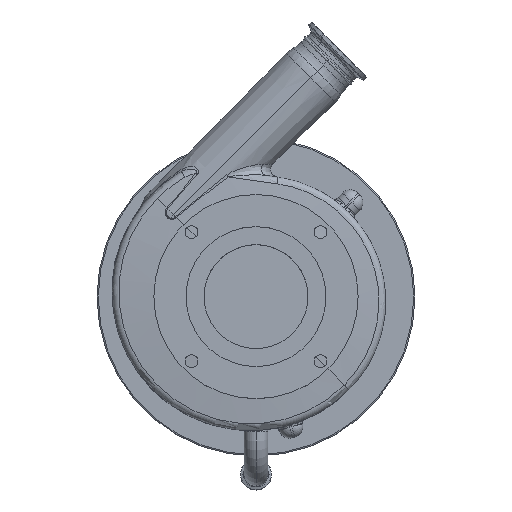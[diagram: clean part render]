
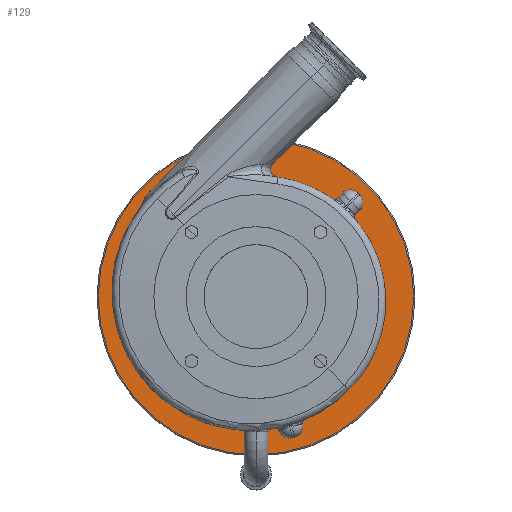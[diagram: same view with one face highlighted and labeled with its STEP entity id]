
A CAD part, top view. The second image highlights one B-rep face of the part: STEP entity #129.
In plain terms, the highlighted planar face has unit normal (0, 0, 1).
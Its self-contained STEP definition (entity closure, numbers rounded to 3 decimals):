
#47 = VERTEX_POINT ( 'NONE', #7327 ) ;
#129 = ADVANCED_FACE ( 'NONE', ( #4077, #10399, #14071, #6811, #14147 ), #7957, .F. ) ;
#495 = DIRECTION ( 'NONE',  ( 0., 0., -1. ) ) ;
#610 = EDGE_CURVE ( 'NONE', #47, #11052, #13739, .T. ) ;
#1117 = AXIS2_PLACEMENT_3D ( 'NONE', #12384, #5024, #4807 ) ;
#1133 = DIRECTION ( 'NONE',  ( 0., 0., -1. ) ) ;
#1165 = EDGE_LOOP ( 'NONE', ( #9215, #6893 ) ) ;
#1195 = AXIS2_PLACEMENT_3D ( 'NONE', #2365, #1133, #13463 ) ;
#1270 = EDGE_CURVE ( 'NONE', #5093, #13162, #7117, .T. ) ;
#1315 = CARTESIAN_POINT ( 'NONE',  ( -105.286, 28.211, -58.5 ) ) ;
#1407 = DIRECTION ( 'NONE',  ( 0., 0., 1. ) ) ;
#1422 = AXIS2_PLACEMENT_3D ( 'NONE', #1315, #13634, #10115 ) ;
#1929 = DIRECTION ( 'NONE',  ( 0., 0., -1. ) ) ;
#2176 = ORIENTED_EDGE ( 'NONE', *, *, #610, .T. ) ;
#2365 = CARTESIAN_POINT ( 'NONE',  ( 28.211, -105.286, -58.5 ) ) ;
#2383 = EDGE_CURVE ( 'NONE', #11861, #10990, #8692, .T. ) ;
#2394 = AXIS2_PLACEMENT_3D ( 'NONE', #5175, #1407, #10062 ) ;
#2466 = DIRECTION ( 'NONE',  ( -1., 0., 0. ) ) ;
#2705 = DIRECTION ( 'NONE',  ( 0., 0., -1. ) ) ;
#3185 = CIRCLE ( 'NONE', #1117, 10. ) ;
#3218 = DIRECTION ( 'NONE',  ( 1., 0., 0. ) ) ;
#3448 = DIRECTION ( 'NONE',  ( -1., 0., 0. ) ) ;
#3584 = CARTESIAN_POINT ( 'NONE',  ( 84.146, 70.004, -58.5 ) ) ;
#3944 = ORIENTED_EDGE ( 'NONE', *, *, #2383, .T. ) ;
#3988 = AXIS2_PLACEMENT_3D ( 'NONE', #11979, #4777, #2466 ) ;
#3989 = CIRCLE ( 'NONE', #6070, 97. ) ;
#4077 = FACE_BOUND ( 'NONE', #11832, .T. ) ;
#4333 = EDGE_LOOP ( 'NONE', ( #15785, #15181 ) ) ;
#4402 = EDGE_LOOP ( 'NONE', ( #11595, #7851 ) ) ;
#4468 = AXIS2_PLACEMENT_3D ( 'NONE', #8209, #11744, #3448 ) ;
#4484 = CARTESIAN_POINT ( 'NONE',  ( 129., 0., -58.5 ) ) ;
#4565 = CIRCLE ( 'NONE', #6594, 10. ) ;
#4607 = DIRECTION ( 'NONE',  ( -1., 0., 0. ) ) ;
#4777 = DIRECTION ( 'NONE',  ( 0., 0., -1. ) ) ;
#4807 = DIRECTION ( 'NONE',  ( -1., 0., 0. ) ) ;
#4920 = CARTESIAN_POINT ( 'NONE',  ( -112.357, 35.282, -58.5 ) ) ;
#5024 = DIRECTION ( 'NONE',  ( 0., 0., -1. ) ) ;
#5093 = VERTEX_POINT ( 'NONE', #4484 ) ;
#5175 = CARTESIAN_POINT ( 'NONE',  ( 0., 0., -58.5 ) ) ;
#5202 = DIRECTION ( 'NONE',  ( -1., 0., 0. ) ) ;
#5290 = CIRCLE ( 'NONE', #1195, 10. ) ;
#5417 = CARTESIAN_POINT ( 'NONE',  ( 68.589, -68.589, -58.5 ) ) ;
#6070 = AXIS2_PLACEMENT_3D ( 'NONE', #6310, #2705, #7610 ) ;
#6144 = EDGE_CURVE ( 'NONE', #13162, #5093, #8557, .T. ) ;
#6310 = CARTESIAN_POINT ( 'NONE',  ( 0., 0., -58.5 ) ) ;
#6594 = AXIS2_PLACEMENT_3D ( 'NONE', #11556, #495, #13690 ) ;
#6718 = EDGE_CURVE ( 'NONE', #11052, #47, #3185, .T. ) ;
#6811 = FACE_BOUND ( 'NONE', #9754, .T. ) ;
#6893 = ORIENTED_EDGE ( 'NONE', *, *, #6144, .T. ) ;
#6919 = EDGE_CURVE ( 'NONE', #12704, #7270, #11951, .T. ) ;
#7117 = CIRCLE ( 'NONE', #10481, 129. ) ;
#7270 = VERTEX_POINT ( 'NONE', #4920 ) ;
#7327 = CARTESIAN_POINT ( 'NONE',  ( 70.004, 84.146, -58.5 ) ) ;
#7390 = AXIS2_PLACEMENT_3D ( 'NONE', #9488, #9724, #4607 ) ;
#7610 = DIRECTION ( 'NONE',  ( -1., 0., 0. ) ) ;
#7851 = ORIENTED_EDGE ( 'NONE', *, *, #11507, .T. ) ;
#7957 = PLANE ( 'NONE',  #8900 ) ;
#8209 = CARTESIAN_POINT ( 'NONE',  ( -105.286, 28.211, -58.5 ) ) ;
#8212 = CARTESIAN_POINT ( 'NONE',  ( -98.215, 21.14, -58.5 ) ) ;
#8557 = CIRCLE ( 'NONE', #2394, 129. ) ;
#8692 = CIRCLE ( 'NONE', #7390, 97. ) ;
#8900 = AXIS2_PLACEMENT_3D ( 'NONE', #12957, #1929, #5202 ) ;
#9215 = ORIENTED_EDGE ( 'NONE', *, *, #1270, .T. ) ;
#9293 = CARTESIAN_POINT ( 'NONE',  ( 0., 0., -58.5 ) ) ;
#9402 = VERTEX_POINT ( 'NONE', #13387 ) ;
#9488 = CARTESIAN_POINT ( 'NONE',  ( 0., 0., -58.5 ) ) ;
#9507 = CARTESIAN_POINT ( 'NONE',  ( -68.589, 68.589, -58.5 ) ) ;
#9597 = EDGE_CURVE ( 'NONE', #7270, #12704, #15328, .T. ) ;
#9724 = DIRECTION ( 'NONE',  ( 0., 0., -1. ) ) ;
#9754 = EDGE_LOOP ( 'NONE', ( #3944, #12819 ) ) ;
#9968 = EDGE_CURVE ( 'NONE', #10990, #11861, #3989, .T. ) ;
#10062 = DIRECTION ( 'NONE',  ( 1., 0., 0. ) ) ;
#10115 = DIRECTION ( 'NONE',  ( -1., 0., 0. ) ) ;
#10388 = EDGE_CURVE ( 'NONE', #14018, #9402, #5290, .T. ) ;
#10399 = FACE_BOUND ( 'NONE', #4333, .T. ) ;
#10481 = AXIS2_PLACEMENT_3D ( 'NONE', #9293, #14145, #3218 ) ;
#10990 = VERTEX_POINT ( 'NONE', #9507 ) ;
#11052 = VERTEX_POINT ( 'NONE', #3584 ) ;
#11507 = EDGE_CURVE ( 'NONE', #9402, #14018, #4565, .T. ) ;
#11556 = CARTESIAN_POINT ( 'NONE',  ( 28.211, -105.286, -58.5 ) ) ;
#11595 = ORIENTED_EDGE ( 'NONE', *, *, #10388, .T. ) ;
#11744 = DIRECTION ( 'NONE',  ( 0., 0., -1. ) ) ;
#11832 = EDGE_LOOP ( 'NONE', ( #12070, #2176 ) ) ;
#11861 = VERTEX_POINT ( 'NONE', #5417 ) ;
#11951 = CIRCLE ( 'NONE', #4468, 10. ) ;
#11979 = CARTESIAN_POINT ( 'NONE',  ( 77.075, 77.075, -58.5 ) ) ;
#12070 = ORIENTED_EDGE ( 'NONE', *, *, #6718, .T. ) ;
#12384 = CARTESIAN_POINT ( 'NONE',  ( 77.075, 77.075, -58.5 ) ) ;
#12701 = CARTESIAN_POINT ( 'NONE',  ( 35.282, -112.357, -58.5 ) ) ;
#12704 = VERTEX_POINT ( 'NONE', #8212 ) ;
#12819 = ORIENTED_EDGE ( 'NONE', *, *, #9968, .T. ) ;
#12957 = CARTESIAN_POINT ( 'NONE',  ( 0., 64.295, -58.5 ) ) ;
#13162 = VERTEX_POINT ( 'NONE', #13877 ) ;
#13387 = CARTESIAN_POINT ( 'NONE',  ( 21.14, -98.215, -58.5 ) ) ;
#13463 = DIRECTION ( 'NONE',  ( -1., 0., 0. ) ) ;
#13634 = DIRECTION ( 'NONE',  ( 0., 0., -1. ) ) ;
#13690 = DIRECTION ( 'NONE',  ( -1., 0., 0. ) ) ;
#13739 = CIRCLE ( 'NONE', #3988, 10. ) ;
#13877 = CARTESIAN_POINT ( 'NONE',  ( -129., 0., -58.5 ) ) ;
#14018 = VERTEX_POINT ( 'NONE', #12701 ) ;
#14071 = FACE_BOUND ( 'NONE', #4402, .T. ) ;
#14145 = DIRECTION ( 'NONE',  ( 0., 0., 1. ) ) ;
#14147 = FACE_OUTER_BOUND ( 'NONE', #1165, .T. ) ;
#15181 = ORIENTED_EDGE ( 'NONE', *, *, #9597, .T. ) ;
#15328 = CIRCLE ( 'NONE', #1422, 10. ) ;
#15785 = ORIENTED_EDGE ( 'NONE', *, *, #6919, .T. ) ;
